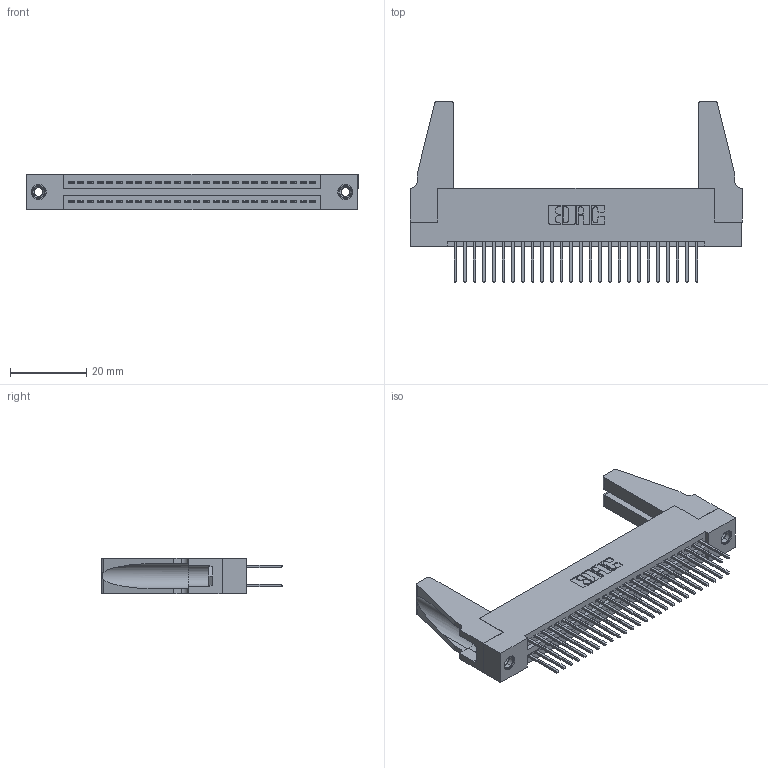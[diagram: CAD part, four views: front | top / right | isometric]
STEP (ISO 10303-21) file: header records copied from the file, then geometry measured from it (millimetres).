
FILE_DESCRIPTION (( 'STEP AP203' ), '1' );
FILE_NAME ('345-052-523-288.STEP', '2019-10-29T14:17:50', ( '' ), ( '' ), 'SwSTEP 2.0', 'SolidWorks 2016', '' );
FILE_SCHEMA (( 'CONFIG_CONTROL_DESIGN' ));
Length unit declared in the file: inch
Products named in the file (5): 345-052-523-288; 345-220-078_345-220-088; 345 Part_Flush Mounting Lugs - 0.156 Dia-TH; 345-292-001_345-293-123; 345-250-001_345-250-001-102
Assembly tree (57 placements, depth 2):
  345-052-523-288
    345 Part_Flush Mounting Lugs - 0.156 Dia-TH
    345-292-001_345-293-123  x52
    345-250-001_345-250-001-102  x2
    345-220-078_345-220-088  x2
Bounding box: 87.27 x 47.68 x 9.4 mm (x, y, z)
Volume: 11688.4 mm3; surface area: 15760.1 mm2
Topology: 57 solids, 57 shells, 2850 faces, 8403 edges, 5522 vertices
Faces by surface type: plane 1868, cylinder 966, cone 12, torus 4
Entity records: 24720 total; most frequent: CARTESIAN_POINT 4154, ORIENTED_EDGE 4048, DIRECTION 3688, EDGE_CURVE 2024, VECTOR 1746, LINE 1746, VERTEX_POINT 1342, AXIS2_PLACEMENT_3D 971
